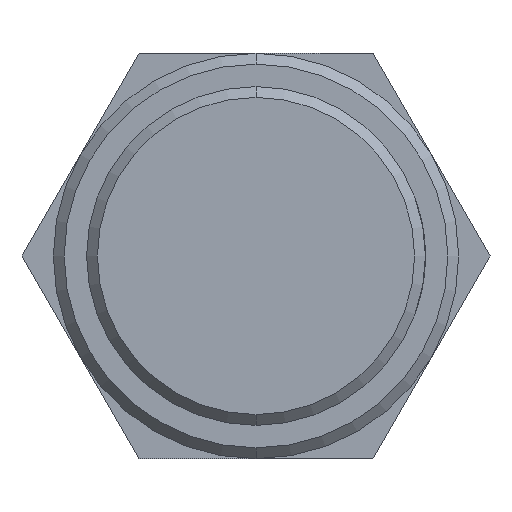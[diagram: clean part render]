
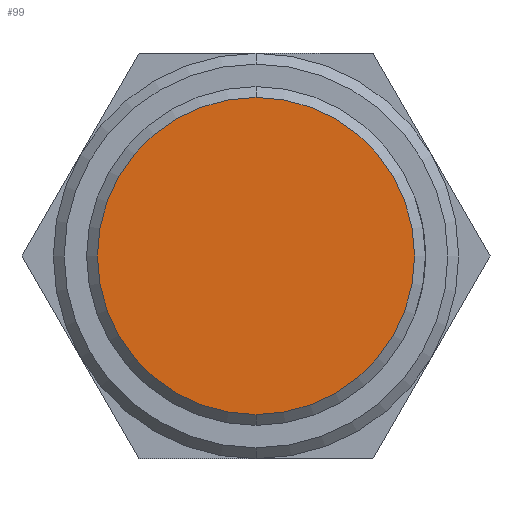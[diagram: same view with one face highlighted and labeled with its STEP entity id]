
A CAD part, front view. The second image highlights one B-rep face of the part: STEP entity #99.
In plain terms, the highlighted planar face has unit normal (0, -1, 0).
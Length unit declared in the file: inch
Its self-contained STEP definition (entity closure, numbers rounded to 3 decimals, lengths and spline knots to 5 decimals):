
#47 = AXIS2_PLACEMENT_3D ( 'NONE', #590, #160, #678 ) ;
#68 = VERTEX_POINT ( 'NONE', #236 ) ;
#99 = ADVANCED_FACE ( 'NONE', ( #768 ), #805, .F. ) ;
#146 = DIRECTION ( 'NONE',  ( 0., 0., 1. ) ) ;
#160 = DIRECTION ( 'NONE',  ( 0., -1., 0. ) ) ;
#236 = CARTESIAN_POINT ( 'NONE',  ( 0., 0., 0.1465 ) ) ;
#238 = AXIS2_PLACEMENT_3D ( 'NONE', #889, #676, #757 ) ;
#299 = EDGE_LOOP ( 'NONE', ( #894, #671 ) ) ;
#331 = CARTESIAN_POINT ( 'NONE',  ( 0., 0., -0.1465 ) ) ;
#431 = AXIS2_PLACEMENT_3D ( 'NONE', #972, #888, #146 ) ;
#459 = EDGE_CURVE ( 'NONE', #464, #68, #924, .T. ) ;
#464 = VERTEX_POINT ( 'NONE', #331 ) ;
#590 = CARTESIAN_POINT ( 'NONE',  ( 0., 0., 0. ) ) ;
#671 = ORIENTED_EDGE ( 'NONE', *, *, #459, .T. ) ;
#676 = DIRECTION ( 'NONE',  ( 0., -1., 0. ) ) ;
#678 = DIRECTION ( 'NONE',  ( 0., 0., 1. ) ) ;
#681 = CIRCLE ( 'NONE', #238, 0.1465 ) ;
#699 = EDGE_CURVE ( 'NONE', #68, #464, #681, .T. ) ;
#757 = DIRECTION ( 'NONE',  ( 0., 0., 1. ) ) ;
#768 = FACE_OUTER_BOUND ( 'NONE', #299, .T. ) ;
#805 = PLANE ( 'NONE',  #431 ) ;
#888 = DIRECTION ( 'NONE',  ( 0., 1., 0. ) ) ;
#889 = CARTESIAN_POINT ( 'NONE',  ( 0., 0., 0. ) ) ;
#894 = ORIENTED_EDGE ( 'NONE', *, *, #699, .T. ) ;
#924 = CIRCLE ( 'NONE', #47, 0.1465 ) ;
#972 = CARTESIAN_POINT ( 'NONE',  ( 0., 0., 0. ) ) ;
